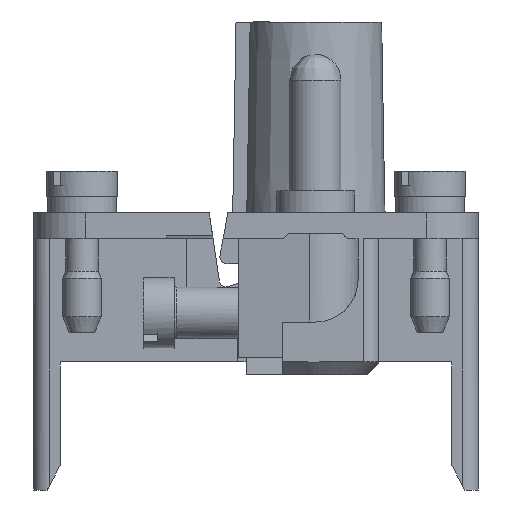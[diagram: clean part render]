
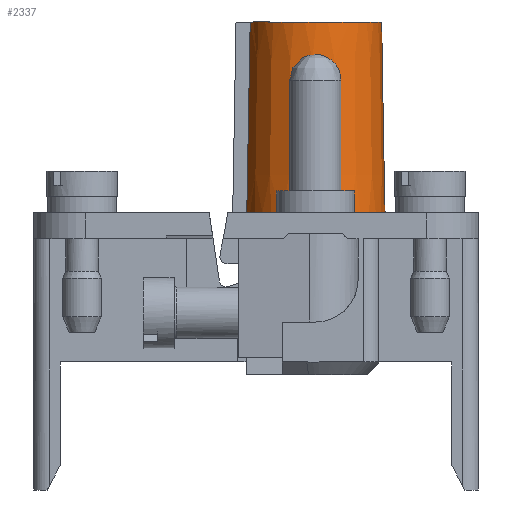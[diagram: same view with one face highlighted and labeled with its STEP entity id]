
A CAD part, left-side view. The second image highlights one B-rep face of the part: STEP entity #2337.
In plain terms, the highlighted conical face has half-angle 1 degrees and reference radius 5.15 mm.
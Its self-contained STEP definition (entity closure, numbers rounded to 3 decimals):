
#1316=CONICAL_SURFACE('',#13224,5.15,1.);
#1746=FACE_OUTER_BOUND('',#3642,.T.);
#2337=ADVANCED_FACE('',(#1746),#1316,.T.);
#3642=EDGE_LOOP('',(#6216,#6217,#6218,#6219));
#6216=ORIENTED_EDGE('',*,*,#8645,.T.);
#6217=ORIENTED_EDGE('',*,*,#8646,.T.);
#6218=ORIENTED_EDGE('',*,*,#8190,.F.);
#6219=ORIENTED_EDGE('',*,*,#8221,.T.);
#7010=VERTEX_POINT('',#19202);
#7017=VERTEX_POINT('',#19217);
#7039=VERTEX_POINT('',#19377);
#7311=VERTEX_POINT('',#20376);
#8190=EDGE_CURVE('',#7017,#7010,#9010,.T.);
#8221=EDGE_CURVE('',#7017,#7039,#8882,.T.);
#8645=EDGE_CURVE('',#7039,#7311,#9055,.T.);
#8646=EDGE_CURVE('',#7311,#7010,#8889,.T.);
#8882=B_SPLINE_CURVE_WITH_KNOTS('',3,(#19378,#19379,#19380,#19381,#19382,
#19383),.UNSPECIFIED.,.F.,.F.,(4,2,4),(0.,0.5,1.),.UNSPECIFIED.);
#8889=B_SPLINE_CURVE_WITH_KNOTS('',3,(#20379,#20380,#20381,#20382,#20383,
#20384,#20385,#20386,#20387,#20388),.UNSPECIFIED.,.F.,.F.,(4,3,3,4),(0.,
0.133,0.845,1.),.UNSPECIFIED.);
#9010=CIRCLE('',#12999,5.408);
#9055=CIRCLE('',#13222,5.15);
#12999=AXIS2_PLACEMENT_3D('',#19218,#14932,#14933);
#13222=AXIS2_PLACEMENT_3D('',#20377,#15757,#15758);
#13224=AXIS2_PLACEMENT_3D('',#20389,#15761,#15762);
#14932=DIRECTION('',(0.,0.,-1.));
#14933=DIRECTION('',(0.,-1.,0.));
#15757=DIRECTION('',(0.,0.,-1.));
#15758=DIRECTION('',(0.,-1.,0.));
#15761=DIRECTION('',(0.,0.,-1.));
#15762=DIRECTION('',(0.,-1.,0.));
#19202=CARTESIAN_POINT('',(36.25,0.715,2.));
#19217=CARTESIAN_POINT('',(42.325,-6.469,2.));
#19218=CARTESIAN_POINT('',(37.25,-4.6,2.));
#19377=CARTESIAN_POINT('',(42.325,-5.476,16.8));
#19378=CARTESIAN_POINT('',(42.325,-6.469,2.));
#19379=CARTESIAN_POINT('',(42.325,-6.345,4.469));
#19380=CARTESIAN_POINT('',(42.325,-6.21,6.938));
#19381=CARTESIAN_POINT('',(42.325,-5.897,11.873));
#19382=CARTESIAN_POINT('',(42.325,-5.728,14.341));
#19383=CARTESIAN_POINT('',(42.325,-5.476,16.8));
#20376=CARTESIAN_POINT('',(36.25,0.452,16.8));
#20377=CARTESIAN_POINT('',(37.25,-4.6,16.8));
#20379=CARTESIAN_POINT('',(36.25,0.452,16.8));
#20380=CARTESIAN_POINT('',(36.25,0.464,16.146));
#20381=CARTESIAN_POINT('',(36.25,0.475,15.492));
#20382=CARTESIAN_POINT('',(36.25,0.487,14.838));
#20383=CARTESIAN_POINT('',(36.25,0.549,11.321));
#20384=CARTESIAN_POINT('',(36.25,0.612,7.804));
#20385=CARTESIAN_POINT('',(36.25,0.674,4.287));
#20386=CARTESIAN_POINT('',(36.25,0.688,3.525));
#20387=CARTESIAN_POINT('',(36.25,0.702,2.762));
#20388=CARTESIAN_POINT('',(36.25,0.715,2.));
#20389=CARTESIAN_POINT('',(37.25,-4.6,16.8));
